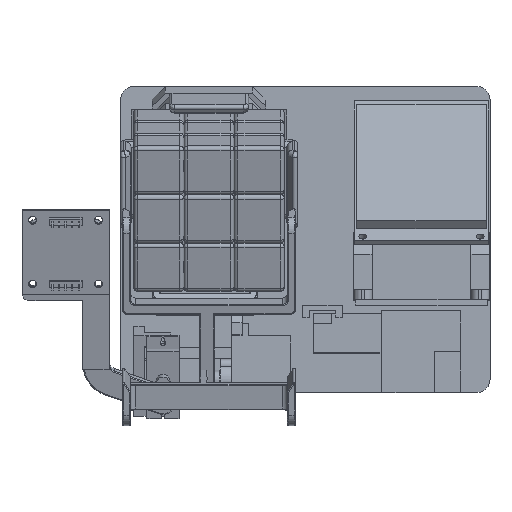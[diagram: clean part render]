
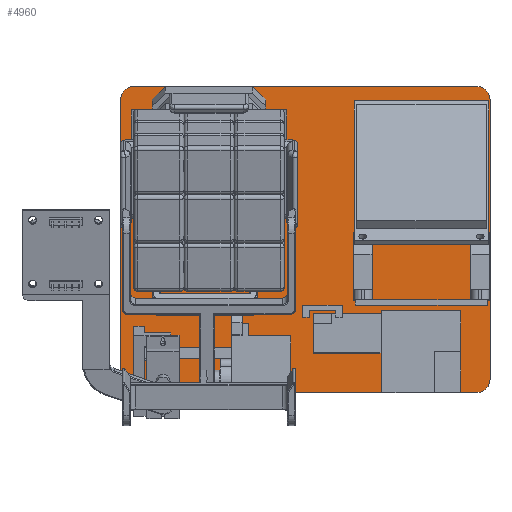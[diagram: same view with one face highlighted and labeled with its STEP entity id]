
A CAD part, top view. The second image highlights one B-rep face of the part: STEP entity #4960.
In plain terms, the highlighted planar face has unit normal (0, 0, 1).
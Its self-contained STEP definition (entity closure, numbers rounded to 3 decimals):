
#3545=FACE_BOUND('',#8894,.T.);
#3546=FACE_BOUND('',#8895,.T.);
#3547=FACE_BOUND('',#8896,.T.);
#3548=FACE_BOUND('',#8897,.T.);
#3549=FACE_BOUND('',#8898,.T.);
#3550=FACE_BOUND('',#8899,.T.);
#3551=FACE_BOUND('',#8900,.T.);
#3552=FACE_BOUND('',#8901,.T.);
#3553=FACE_BOUND('',#8902,.T.);
#3554=FACE_BOUND('',#8903,.T.);
#3555=FACE_BOUND('',#8904,.T.);
#3556=FACE_BOUND('',#8905,.T.);
#3557=FACE_BOUND('',#8906,.T.);
#4960=ADVANCED_FACE('',(#3545,#3546,#3547,#3548,#3549,#3550,#3551,#3552,
#3553,#3554,#3555,#3556,#3557),#6397,.T.);
#6397=PLANE('',#28675);
#8894=EDGE_LOOP('',(#13784,#13785,#13786,#13787));
#8895=EDGE_LOOP('',(#13788));
#8896=EDGE_LOOP('',(#13789));
#8897=EDGE_LOOP('',(#13790));
#8898=EDGE_LOOP('',(#13791));
#8899=EDGE_LOOP('',(#13792,#13793,#13794,#13795,#13796,#13797,#13798,#13799));
#8900=EDGE_LOOP('',(#13800));
#8901=EDGE_LOOP('',(#13801));
#8902=EDGE_LOOP('',(#13802));
#8903=EDGE_LOOP('',(#13803));
#8904=EDGE_LOOP('',(#13804));
#8905=EDGE_LOOP('',(#13805));
#8906=EDGE_LOOP('',(#13806));
#10543=CIRCLE('',#28638,1.3);
#10545=CIRCLE('',#28641,1.3);
#10547=CIRCLE('',#28644,1.3);
#10549=CIRCLE('',#28647,1.3);
#10551=CIRCLE('',#28650,1.3);
#10553=CIRCLE('',#28653,1.3);
#10555=CIRCLE('',#28656,1.3);
#10557=CIRCLE('',#28659,1.3);
#10559=CIRCLE('',#28662,1.3);
#10561=CIRCLE('',#28665,1.3);
#10563=CIRCLE('',#28668,1.3);
#10565=CIRCLE('',#28671,5.);
#10566=CIRCLE('',#28672,5.);
#10567=CIRCLE('',#28673,5.);
#10568=CIRCLE('',#28674,5.);
#13784=ORIENTED_EDGE('',*,*,#21531,.F.);
#13785=ORIENTED_EDGE('',*,*,#21532,.F.);
#13786=ORIENTED_EDGE('',*,*,#21533,.F.);
#13787=ORIENTED_EDGE('',*,*,#21534,.F.);
#13788=ORIENTED_EDGE('',*,*,#21515,.T.);
#13789=ORIENTED_EDGE('',*,*,#21523,.F.);
#13790=ORIENTED_EDGE('',*,*,#21519,.T.);
#13791=ORIENTED_EDGE('',*,*,#21517,.T.);
#13792=ORIENTED_EDGE('',*,*,#21535,.T.);
#13793=ORIENTED_EDGE('',*,*,#21536,.T.);
#13794=ORIENTED_EDGE('',*,*,#21537,.T.);
#13795=ORIENTED_EDGE('',*,*,#21538,.T.);
#13796=ORIENTED_EDGE('',*,*,#21539,.T.);
#13797=ORIENTED_EDGE('',*,*,#21540,.T.);
#13798=ORIENTED_EDGE('',*,*,#21541,.T.);
#13799=ORIENTED_EDGE('',*,*,#21542,.T.);
#13800=ORIENTED_EDGE('',*,*,#21509,.F.);
#13801=ORIENTED_EDGE('',*,*,#21529,.F.);
#13802=ORIENTED_EDGE('',*,*,#21511,.F.);
#13803=ORIENTED_EDGE('',*,*,#21527,.F.);
#13804=ORIENTED_EDGE('',*,*,#21525,.T.);
#13805=ORIENTED_EDGE('',*,*,#21521,.T.);
#13806=ORIENTED_EDGE('',*,*,#21513,.T.);
#19079=VERTEX_POINT('',#41442);
#19081=VERTEX_POINT('',#41447);
#19083=VERTEX_POINT('',#41452);
#19085=VERTEX_POINT('',#41457);
#19087=VERTEX_POINT('',#41462);
#19089=VERTEX_POINT('',#41467);
#19091=VERTEX_POINT('',#41472);
#19093=VERTEX_POINT('',#41477);
#19095=VERTEX_POINT('',#41482);
#19097=VERTEX_POINT('',#41487);
#19099=VERTEX_POINT('',#41492);
#19101=VERTEX_POINT('',#41497);
#19102=VERTEX_POINT('',#41498);
#19103=VERTEX_POINT('',#41500);
#19104=VERTEX_POINT('',#41502);
#19105=VERTEX_POINT('',#41505);
#19106=VERTEX_POINT('',#41506);
#19107=VERTEX_POINT('',#41508);
#19108=VERTEX_POINT('',#41510);
#19109=VERTEX_POINT('',#41512);
#19110=VERTEX_POINT('',#41514);
#19111=VERTEX_POINT('',#41516);
#19112=VERTEX_POINT('',#41518);
#21509=EDGE_CURVE('',#19079,#19079,#10543,.T.);
#21511=EDGE_CURVE('',#19081,#19081,#10545,.T.);
#21513=EDGE_CURVE('',#19083,#19083,#10547,.T.);
#21515=EDGE_CURVE('',#19085,#19085,#10549,.T.);
#21517=EDGE_CURVE('',#19087,#19087,#10551,.T.);
#21519=EDGE_CURVE('',#19089,#19089,#10553,.T.);
#21521=EDGE_CURVE('',#19091,#19091,#10555,.T.);
#21523=EDGE_CURVE('',#19093,#19093,#10557,.T.);
#21525=EDGE_CURVE('',#19095,#19095,#10559,.T.);
#21527=EDGE_CURVE('',#19097,#19097,#10561,.T.);
#21529=EDGE_CURVE('',#19099,#19099,#10563,.T.);
#21531=EDGE_CURVE('',#19101,#19102,#24548,.T.);
#21532=EDGE_CURVE('',#19103,#19101,#24549,.T.);
#21533=EDGE_CURVE('',#19104,#19103,#24550,.T.);
#21534=EDGE_CURVE('',#19102,#19104,#24551,.T.);
#21535=EDGE_CURVE('',#19105,#19106,#24552,.T.);
#21536=EDGE_CURVE('',#19106,#19107,#10565,.T.);
#21537=EDGE_CURVE('',#19107,#19108,#24553,.T.);
#21538=EDGE_CURVE('',#19108,#19109,#10566,.T.);
#21539=EDGE_CURVE('',#19109,#19110,#24554,.T.);
#21540=EDGE_CURVE('',#19110,#19111,#10567,.T.);
#21541=EDGE_CURVE('',#19111,#19112,#24555,.T.);
#21542=EDGE_CURVE('',#19112,#19105,#10568,.T.);
#24548=LINE('',#41496,#26578);
#24549=LINE('',#41499,#26579);
#24550=LINE('',#41501,#26580);
#24551=LINE('',#41503,#26581);
#24552=LINE('',#41504,#26582);
#24553=LINE('',#41509,#26583);
#24554=LINE('',#41513,#26584);
#24555=LINE('',#41517,#26585);
#26578=VECTOR('',#33284,1.);
#26579=VECTOR('',#33285,1.);
#26580=VECTOR('',#33286,1.);
#26581=VECTOR('',#33287,1.);
#26582=VECTOR('',#33288,1.);
#26583=VECTOR('',#33291,1.);
#26584=VECTOR('',#33294,1.);
#26585=VECTOR('',#33297,1.);
#28638=AXIS2_PLACEMENT_3D('',#41441,#33218,#33219);
#28641=AXIS2_PLACEMENT_3D('',#41446,#33224,#33225);
#28644=AXIS2_PLACEMENT_3D('',#41451,#33230,#33231);
#28647=AXIS2_PLACEMENT_3D('',#41456,#33236,#33237);
#28650=AXIS2_PLACEMENT_3D('',#41461,#33242,#33243);
#28653=AXIS2_PLACEMENT_3D('',#41466,#33248,#33249);
#28656=AXIS2_PLACEMENT_3D('',#41471,#33254,#33255);
#28659=AXIS2_PLACEMENT_3D('',#41476,#33260,#33261);
#28662=AXIS2_PLACEMENT_3D('',#41481,#33266,#33267);
#28665=AXIS2_PLACEMENT_3D('',#41486,#33272,#33273);
#28668=AXIS2_PLACEMENT_3D('',#41491,#33278,#33279);
#28671=AXIS2_PLACEMENT_3D('',#41507,#33289,#33290);
#28672=AXIS2_PLACEMENT_3D('',#41511,#33292,#33293);
#28673=AXIS2_PLACEMENT_3D('',#41515,#33295,#33296);
#28674=AXIS2_PLACEMENT_3D('',#41519,#33298,#33299);
#28675=AXIS2_PLACEMENT_3D('',#41520,#33300,#33301);
#33218=DIRECTION('',(0.,0.,1.));
#33219=DIRECTION('',(1.,0.,0.));
#33224=DIRECTION('',(0.,0.,1.));
#33225=DIRECTION('',(1.,0.,0.));
#33230=DIRECTION('',(0.,0.,-1.));
#33231=DIRECTION('',(1.,0.,0.));
#33236=DIRECTION('',(0.,0.,-1.));
#33237=DIRECTION('',(1.,0.,0.));
#33242=DIRECTION('',(0.,0.,-1.));
#33243=DIRECTION('',(1.,0.,0.));
#33248=DIRECTION('',(0.,0.,-1.));
#33249=DIRECTION('',(1.,0.,0.));
#33254=DIRECTION('',(0.,0.,-1.));
#33255=DIRECTION('',(1.,0.,0.));
#33260=DIRECTION('',(0.,0.,1.));
#33261=DIRECTION('',(1.,0.,0.));
#33266=DIRECTION('',(0.,0.,-1.));
#33267=DIRECTION('',(1.,0.,0.));
#33272=DIRECTION('',(0.,0.,1.));
#33273=DIRECTION('',(1.,0.,0.));
#33278=DIRECTION('',(0.,0.,1.));
#33279=DIRECTION('',(1.,0.,0.));
#33284=DIRECTION('',(0.,-1.,0.));
#33285=DIRECTION('',(-1.,0.,0.));
#33286=DIRECTION('',(0.,1.,0.));
#33287=DIRECTION('',(1.,0.,0.));
#33288=DIRECTION('',(0.,-1.,0.));
#33289=DIRECTION('',(0.,0.,1.));
#33290=DIRECTION('',(1.,0.,0.));
#33291=DIRECTION('',(1.,0.,0.));
#33292=DIRECTION('',(0.,0.,1.));
#33293=DIRECTION('',(1.,0.,0.));
#33294=DIRECTION('',(0.,1.,0.));
#33295=DIRECTION('',(0.,0.,1.));
#33296=DIRECTION('',(1.,0.,0.));
#33297=DIRECTION('',(-1.,0.,0.));
#33298=DIRECTION('',(0.,0.,1.));
#33299=DIRECTION('',(1.,0.,0.));
#33300=DIRECTION('',(0.,0.,1.));
#33301=DIRECTION('',(1.,0.,0.));
#41441=CARTESIAN_POINT('',(131.3,-15.,-37.));
#41442=CARTESIAN_POINT('',(132.6,-15.,-37.));
#41446=CARTESIAN_POINT('',(90.,30.8,-37.));
#41447=CARTESIAN_POINT('',(91.3,30.8,-37.));
#41451=CARTESIAN_POINT('',(56.,31.,-37.));
#41452=CARTESIAN_POINT('',(57.3,31.,-37.));
#41456=CARTESIAN_POINT('',(39.,-42.5,-37.));
#41457=CARTESIAN_POINT('',(40.3,-42.5,-37.));
#41461=CARTESIAN_POINT('',(1.,31.,-37.));
#41462=CARTESIAN_POINT('',(2.3,31.,-37.));
#41466=CARTESIAN_POINT('',(8.,-51.,-37.));
#41467=CARTESIAN_POINT('',(9.3,-51.,-37.));
#41471=CARTESIAN_POINT('',(1.,10.,-37.));
#41472=CARTESIAN_POINT('',(2.3,10.,-37.));
#41476=CARTESIAN_POINT('',(39.,-59.5,-37.));
#41477=CARTESIAN_POINT('',(40.3,-59.5,-37.));
#41481=CARTESIAN_POINT('',(56.,10.,-37.));
#41482=CARTESIAN_POINT('',(57.3,10.,-37.));
#41486=CARTESIAN_POINT('',(86.8,-15.,-37.));
#41487=CARTESIAN_POINT('',(88.1,-15.,-37.));
#41491=CARTESIAN_POINT('',(128.,30.8,-37.));
#41492=CARTESIAN_POINT('',(129.3,30.8,-37.));
#41496=CARTESIAN_POINT('',(5.,33.,-37.));
#41497=CARTESIAN_POINT('',(5.,33.,-37.));
#41498=CARTESIAN_POINT('',(5.,3.,-37.));
#41499=CARTESIAN_POINT('',(52.,33.,-37.));
#41500=CARTESIAN_POINT('',(52.,33.,-37.));
#41501=CARTESIAN_POINT('',(52.,3.,-37.));
#41502=CARTESIAN_POINT('',(52.,3.,-37.));
#41503=CARTESIAN_POINT('',(5.,3.,-37.));
#41504=CARTESIAN_POINT('',(-5.,45.,-37.));
#41505=CARTESIAN_POINT('',(-5.,45.,-37.));
#41506=CARTESIAN_POINT('',(-5.,-61.,-37.));
#41507=CARTESIAN_POINT('',(0.,-61.,-37.));
#41508=CARTESIAN_POINT('',(0.,-66.,-37.));
#41509=CARTESIAN_POINT('',(0.,-66.,-37.));
#41510=CARTESIAN_POINT('',(130.,-66.,-37.));
#41511=CARTESIAN_POINT('',(130.,-61.,-37.));
#41512=CARTESIAN_POINT('',(135.,-61.,-37.));
#41513=CARTESIAN_POINT('',(135.,-55.,-37.));
#41514=CARTESIAN_POINT('',(135.,45.,-37.));
#41515=CARTESIAN_POINT('',(130.,45.,-37.));
#41516=CARTESIAN_POINT('',(130.,50.,-37.));
#41517=CARTESIAN_POINT('',(130.,50.,-37.));
#41518=CARTESIAN_POINT('',(0.,50.,-37.));
#41519=CARTESIAN_POINT('',(0.,45.,-37.));
#41520=CARTESIAN_POINT('',(0.,-55.,-37.));
